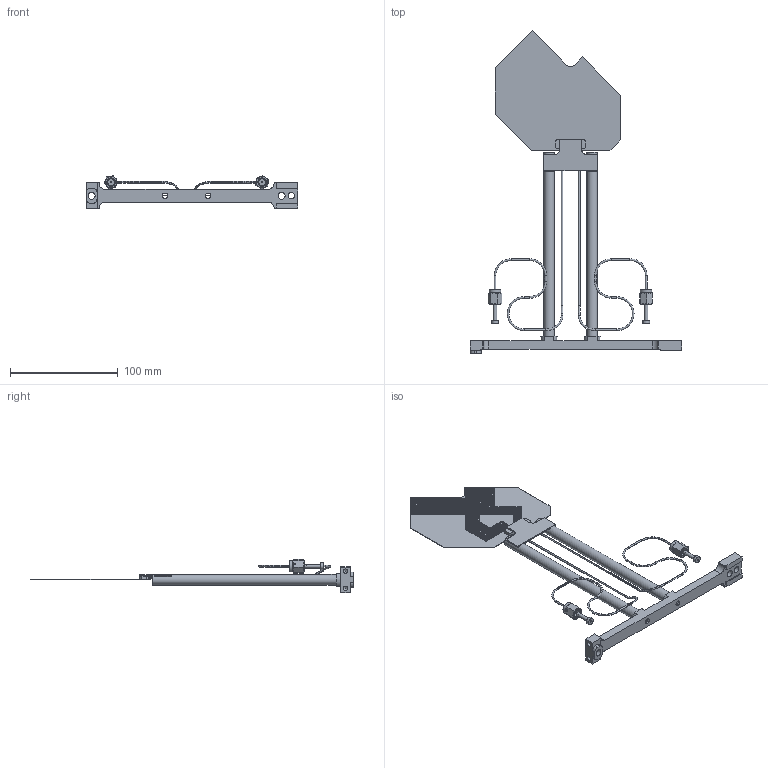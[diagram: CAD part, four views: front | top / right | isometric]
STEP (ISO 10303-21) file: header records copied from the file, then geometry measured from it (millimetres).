
FILE_DESCRIPTION(/* description */ (''),/* implementation_level */ '2;1');
FILE_NAME(/* name */ '010687_A.stp',/* time_stamp */ '2017-07-11T16:09:34+02:00',/* author */ (''),/* organization */ (''),/* preprocessor_version */ 'ST-DEVELOPER v16',/* originating_system */ 'SIEMENS PLM Software NX 10.0',/* authorisation */ '');
FILE_SCHEMA (('AUTOMOTIVE_DESIGN { 1 0 10303 214 3 1 1 1 }'));
Length unit declared in the file: millimetre
Products named in the file (7): 003576_B; 003570_A; 003566_E; 010791_A; 010682_B; 004598_B_MODEL; 010687_A
Assembly tree (10 placements, depth 3):
  010687_A
    010682_B
    004598_B_MODEL
      010791_A  x4
      003566_E
      003570_A
      003576_B  x2
Bounding box: 196 x 299.37 x 30.89 mm (x, y, z)
Volume: 45483.4 mm3; surface area: 102326.2 mm2
Topology: 21 solids, 21 shells, 1548 faces, 4378 edges, 2911 vertices
Faces by surface type: plane 828, cylinder 682, torus 24, cone 14
Full cylindrical faces by diameter (mm): 1.1 x16, 1.27 x2, 1.524 x4, 1.587 x14, 1.588 x2, 1.6 x2, 3.3 x2, 4 x4, 5 x2, 5.334 x2, 6 x1, 6.35 x2, 6.5 x2, 6.858 x2, 6.955 x2, 7.8 x2, 9.8 x4, 10 x4, 10.668 x2
Entity records: 50126 total; most frequent: CARTESIAN_POINT 8903, DIRECTION 8583, ORIENTED_EDGE 8386, EDGE_CURVE 4193, AXIS2_PLACEMENT_3D 2894, VERTEX_POINT 2852, LINE 2795, VECTOR 2795
